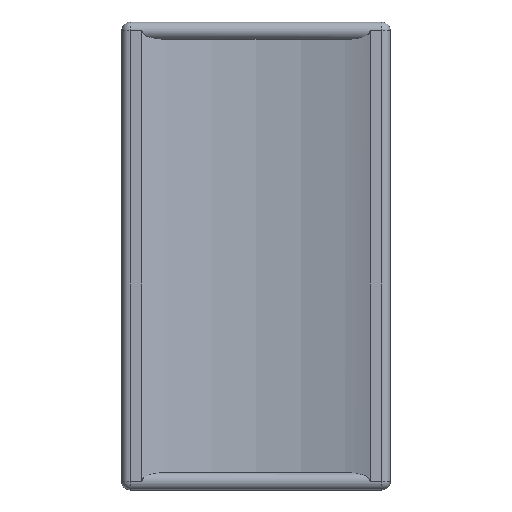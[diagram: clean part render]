
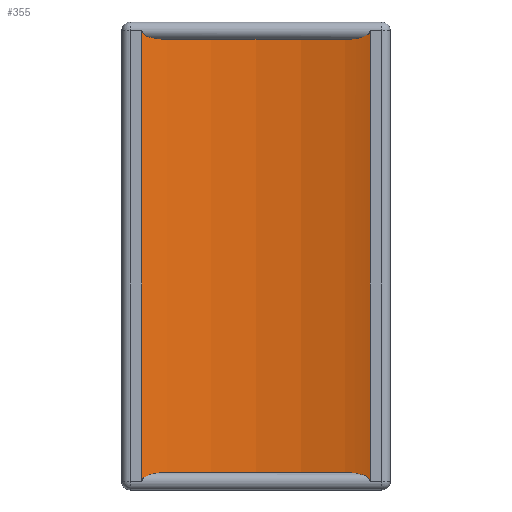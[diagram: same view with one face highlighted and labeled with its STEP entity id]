
A CAD part, top view. The second image highlights one B-rep face of the part: STEP entity #355.
In plain terms, the highlighted cylindrical face has radius 35.5 mm (diameter 71 mm), a partial arc.
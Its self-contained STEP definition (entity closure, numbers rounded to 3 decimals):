
#15=B_SPLINE_CURVE_WITH_KNOTS('',3,(#595,#596,#597,#598,#599,#600,#601,
#602,#603,#604,#605,#606),.UNSPECIFIED.,.F.,.F.,(4,2,2,2,2,4),(-0.321,
-0.197,-0.072,-0.026,-0.013,
0.),.UNSPECIFIED.);
#16=B_SPLINE_CURVE_WITH_KNOTS('',3,(#609,#610,#611,#612,#613,#614,#615,
#616,#617,#618,#619,#620),.UNSPECIFIED.,.F.,.F.,(4,2,2,2,2,4),(0.,0.013,
0.026,0.072,0.197,0.321),
 .UNSPECIFIED.);
#17=B_SPLINE_CURVE_WITH_KNOTS('',3,(#625,#626,#627,#628,#629,#630,#631,
#632,#633,#634,#635,#636),.UNSPECIFIED.,.F.,.F.,(4,2,2,2,2,4),(0.431,
0.556,0.681,0.726,0.739,
0.752),.UNSPECIFIED.);
#18=B_SPLINE_CURVE_WITH_KNOTS('',3,(#639,#640,#641,#642,#643,#644,#645,
#646,#647,#648,#649,#650),.UNSPECIFIED.,.F.,.F.,(4,2,2,2,2,4),(0.752,
0.765,0.778,0.824,0.949,
1.074),.UNSPECIFIED.);
#48=LINE('',#583,#75);
#52=LINE('',#590,#79);
#75=VECTOR('',#481,10.);
#79=VECTOR('',#487,10.);
#93=CYLINDRICAL_SURFACE('',#398,35.5);
#114=FACE_OUTER_BOUND('',#137,.T.);
#137=EDGE_LOOP('',(#315,#316,#317,#318,#319,#320,#321,#322));
#154=CIRCLE('',#394,35.5);
#155=CIRCLE('',#397,35.5);
#176=VERTEX_POINT('',#580);
#177=VERTEX_POINT('',#582);
#178=VERTEX_POINT('',#586);
#179=VERTEX_POINT('',#588);
#180=VERTEX_POINT('',#594);
#181=VERTEX_POINT('',#607);
#182=VERTEX_POINT('',#624);
#183=VERTEX_POINT('',#637);
#218=EDGE_CURVE('',#176,#177,#48,.T.);
#222=EDGE_CURVE('',#179,#178,#52,.T.);
#224=EDGE_CURVE('',#178,#180,#15,.F.);
#226=EDGE_CURVE('',#181,#176,#16,.F.);
#227=EDGE_CURVE('',#181,#180,#154,.T.);
#228=EDGE_CURVE('',#177,#182,#17,.F.);
#230=EDGE_CURVE('',#183,#179,#18,.F.);
#232=EDGE_CURVE('',#183,#182,#155,.T.);
#315=ORIENTED_EDGE('',*,*,#218,.F.);
#316=ORIENTED_EDGE('',*,*,#226,.F.);
#317=ORIENTED_EDGE('',*,*,#227,.T.);
#318=ORIENTED_EDGE('',*,*,#224,.F.);
#319=ORIENTED_EDGE('',*,*,#222,.F.);
#320=ORIENTED_EDGE('',*,*,#230,.F.);
#321=ORIENTED_EDGE('',*,*,#232,.T.);
#322=ORIENTED_EDGE('',*,*,#228,.F.);
#355=ADVANCED_FACE('',(#114),#93,.F.);
#394=AXIS2_PLACEMENT_3D('',#622,#496,#497);
#397=AXIS2_PLACEMENT_3D('',#653,#504,#505);
#398=AXIS2_PLACEMENT_3D('',#654,#506,#507);
#481=DIRECTION('',(0.,1.,0.));
#487=DIRECTION('',(0.,-1.,0.));
#496=DIRECTION('center_axis',(0.,-1.,0.));
#497=DIRECTION('ref_axis',(1.,0.,0.));
#504=DIRECTION('center_axis',(0.,1.,0.));
#505=DIRECTION('ref_axis',(1.,0.,0.));
#506=DIRECTION('center_axis',(0.,1.,0.));
#507=DIRECTION('ref_axis',(1.,0.,0.));
#580=CARTESIAN_POINT('',(-13.159,-26.,5.));
#582=CARTESIAN_POINT('',(-13.159,26.,5.));
#583=CARTESIAN_POINT('',(-13.159,0.,5.));
#586=CARTESIAN_POINT('',(13.159,-26.,5.));
#588=CARTESIAN_POINT('',(13.159,26.,5.));
#590=CARTESIAN_POINT('',(13.159,0.,5.));
#594=CARTESIAN_POINT('',(10.307,-25.,4.));
#595=CARTESIAN_POINT('Ctrl Pts',(10.307,-25.,4.));
#596=CARTESIAN_POINT('Ctrl Pts',(10.705,-25.,4.121));
#597=CARTESIAN_POINT('Ctrl Pts',(11.139,-25.022,4.261));
#598=CARTESIAN_POINT('Ctrl Pts',(11.98,-25.15,4.55));
#599=CARTESIAN_POINT('Ctrl Pts',(12.388,-25.248,4.7));
#600=CARTESIAN_POINT('Ctrl Pts',(12.856,-25.517,4.88));
#601=CARTESIAN_POINT('Ctrl Pts',(12.995,-25.622,4.935));
#602=CARTESIAN_POINT('Ctrl Pts',(13.101,-25.782,4.977));
#603=CARTESIAN_POINT('Ctrl Pts',(13.122,-25.823,4.985));
#604=CARTESIAN_POINT('Ctrl Pts',(13.152,-25.911,4.997));
#605=CARTESIAN_POINT('Ctrl Pts',(13.159,-25.957,5.));
#606=CARTESIAN_POINT('Ctrl Pts',(13.159,-26.,5.));
#607=CARTESIAN_POINT('',(-10.307,-25.,4.));
#609=CARTESIAN_POINT('Ctrl Pts',(-13.159,-26.,5.));
#610=CARTESIAN_POINT('Ctrl Pts',(-13.159,-25.957,5.));
#611=CARTESIAN_POINT('Ctrl Pts',(-13.152,-25.911,4.997));
#612=CARTESIAN_POINT('Ctrl Pts',(-13.122,-25.823,4.985));
#613=CARTESIAN_POINT('Ctrl Pts',(-13.101,-25.782,4.977));
#614=CARTESIAN_POINT('Ctrl Pts',(-12.995,-25.622,4.935));
#615=CARTESIAN_POINT('Ctrl Pts',(-12.856,-25.517,4.88));
#616=CARTESIAN_POINT('Ctrl Pts',(-12.388,-25.248,4.7));
#617=CARTESIAN_POINT('Ctrl Pts',(-11.98,-25.15,4.55));
#618=CARTESIAN_POINT('Ctrl Pts',(-11.139,-25.022,4.261));
#619=CARTESIAN_POINT('Ctrl Pts',(-10.705,-25.,4.121));
#620=CARTESIAN_POINT('Ctrl Pts',(-10.307,-25.,4.));
#622=CARTESIAN_POINT('Origin',(0.,-25.,37.971));
#624=CARTESIAN_POINT('',(-10.307,25.,4.));
#625=CARTESIAN_POINT('Ctrl Pts',(-10.307,25.,4.));
#626=CARTESIAN_POINT('Ctrl Pts',(-10.705,25.,4.121));
#627=CARTESIAN_POINT('Ctrl Pts',(-11.139,25.022,4.261));
#628=CARTESIAN_POINT('Ctrl Pts',(-11.98,25.15,4.55));
#629=CARTESIAN_POINT('Ctrl Pts',(-12.388,25.248,4.7));
#630=CARTESIAN_POINT('Ctrl Pts',(-12.856,25.517,4.88));
#631=CARTESIAN_POINT('Ctrl Pts',(-12.995,25.622,4.935));
#632=CARTESIAN_POINT('Ctrl Pts',(-13.101,25.782,4.977));
#633=CARTESIAN_POINT('Ctrl Pts',(-13.122,25.823,4.985));
#634=CARTESIAN_POINT('Ctrl Pts',(-13.152,25.911,4.997));
#635=CARTESIAN_POINT('Ctrl Pts',(-13.159,25.957,5.));
#636=CARTESIAN_POINT('Ctrl Pts',(-13.159,26.,5.));
#637=CARTESIAN_POINT('',(10.307,25.,4.));
#639=CARTESIAN_POINT('Ctrl Pts',(13.159,26.,5.));
#640=CARTESIAN_POINT('Ctrl Pts',(13.159,25.957,5.));
#641=CARTESIAN_POINT('Ctrl Pts',(13.152,25.911,4.997));
#642=CARTESIAN_POINT('Ctrl Pts',(13.122,25.823,4.985));
#643=CARTESIAN_POINT('Ctrl Pts',(13.101,25.782,4.977));
#644=CARTESIAN_POINT('Ctrl Pts',(12.995,25.622,4.935));
#645=CARTESIAN_POINT('Ctrl Pts',(12.856,25.517,4.88));
#646=CARTESIAN_POINT('Ctrl Pts',(12.388,25.248,4.7));
#647=CARTESIAN_POINT('Ctrl Pts',(11.98,25.15,4.55));
#648=CARTESIAN_POINT('Ctrl Pts',(11.139,25.022,4.261));
#649=CARTESIAN_POINT('Ctrl Pts',(10.705,25.,4.121));
#650=CARTESIAN_POINT('Ctrl Pts',(10.307,25.,4.));
#653=CARTESIAN_POINT('Origin',(0.,25.,37.971));
#654=CARTESIAN_POINT('Origin',(0.,0.,37.971));
